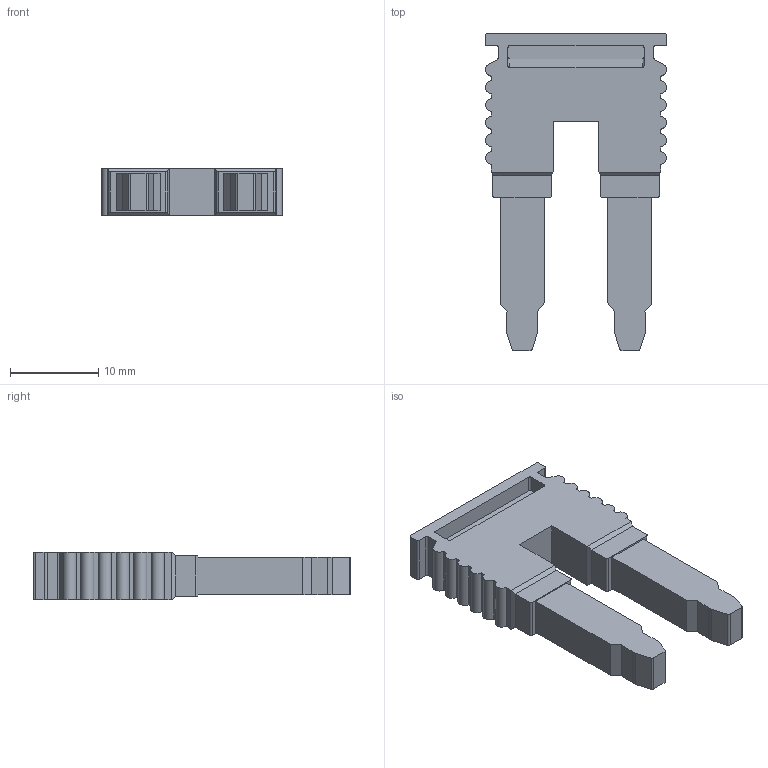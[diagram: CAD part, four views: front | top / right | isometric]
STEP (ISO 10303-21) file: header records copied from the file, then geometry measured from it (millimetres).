
FILE_DESCRIPTION((''),'2;1');
FILE_NAME('PRT0001','2023-02-20T',('ASUS'),(''),'PRO/ENGINEER BY PARAMETRIC TECHNOLOGY CORPORATION, 2013230','PRO/ENGINEER BY PARAMETRIC TECHNOLOGY CORPORATION, 2013230','');
FILE_SCHEMA(('CONFIG_CONTROL_DESIGN'));
Length unit declared in the file: millimetre
Products named in the file (1): PRT0001
Bounding box: 20.5 x 35.9 x 5.4 mm (x, y, z)
Volume: 2240 mm3; surface area: 1882.6 mm2
Topology: 1 solids, 1 shells, 116 faces, 322 edges, 212 vertices
Faces by surface type: plane 80, cylinder 36
Entity records: 3751 total; most frequent: CARTESIAN_POINT 676, ORIENTED_EDGE 644, DIRECTION 610, EDGE_CURVE 322, VECTOR 250, LINE 250, VERTEX_POINT 212, AXIS2_PLACEMENT_3D 180
